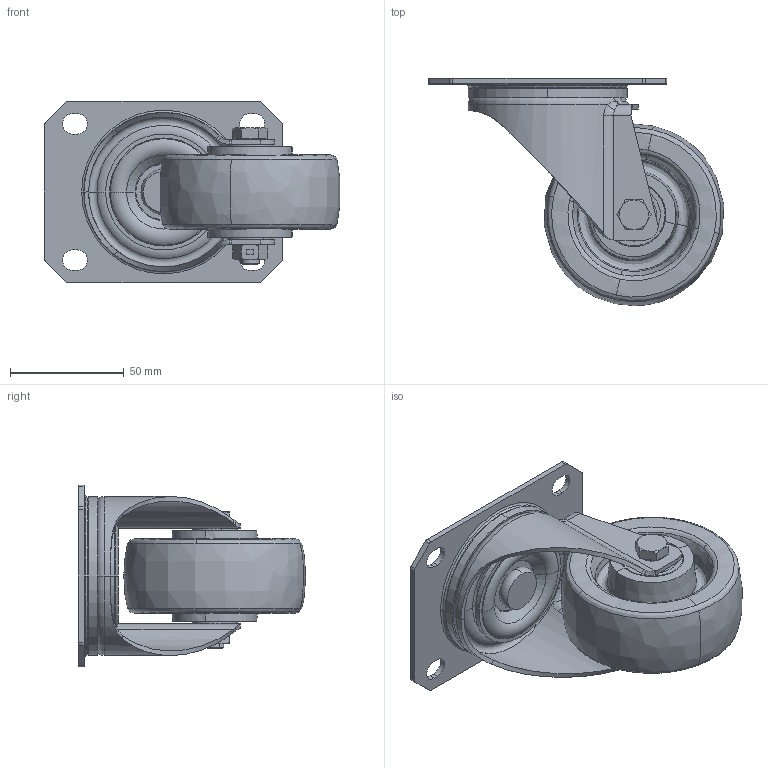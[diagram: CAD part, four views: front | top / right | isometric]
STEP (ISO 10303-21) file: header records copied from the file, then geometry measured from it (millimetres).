
FILE_DESCRIPTION (( 'STEP AP214' ), '1' );
FILE_NAME ('0055678.step', '2023-11-14T12:06:54', ( '' ), ( '' ), 'SwSTEP 2.0', 'SolidWorks 2020', '' );
FILE_SCHEMA (( 'AUTOMOTIVE_DESIGN' ));
Length unit declared in the file: millimetre
Products named in the file (1): 0055678
Bounding box: 129.99 x 100 x 80 mm (x, y, z)
Volume: 195045.4 mm3; surface area: 107564.7 mm2
Topology: 20 solids, 20 shells, 721 faces, 1781 edges, 1116 vertices
Faces by surface type: bspline 204, plane 144, cylinder 137, cone 136, torus 100
Entity records: 35640 total; most frequent: CARTESIAN_POINT 11322, ORIENTED_EDGE 3562, DIRECTION 3263, EDGE_CURVE 1781, AXIS2_PLACEMENT_3D 1406, VERTEX_POINT 1116, CIRCLE 888, EDGE_LOOP 785
